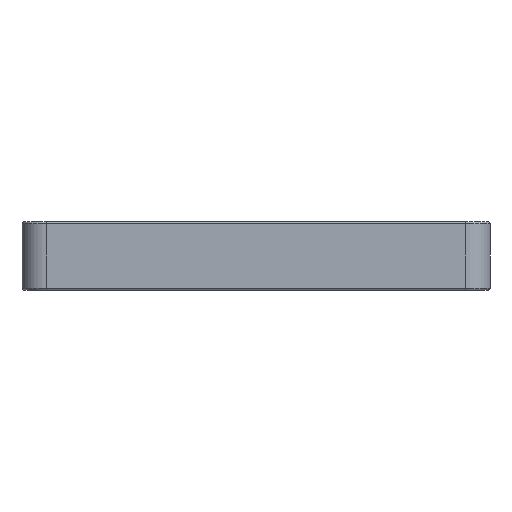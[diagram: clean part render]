
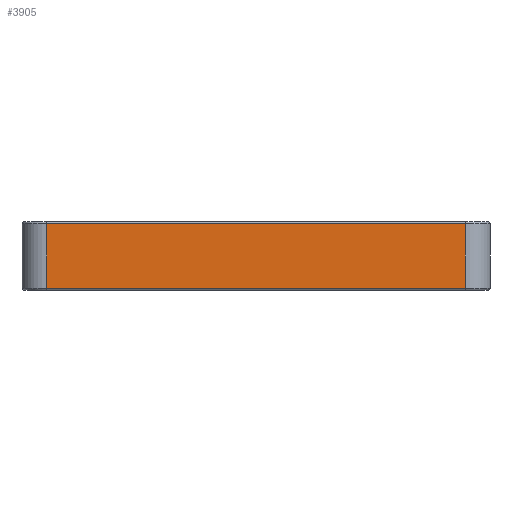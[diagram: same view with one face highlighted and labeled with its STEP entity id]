
A CAD part, left-side view. The second image highlights one B-rep face of the part: STEP entity #3905.
In plain terms, the highlighted planar face has unit normal (-1, 0, 0).
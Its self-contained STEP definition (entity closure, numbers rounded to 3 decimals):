
#172=PLANE('',#4335);
#454=FACE_OUTER_BOUND('',#722,.T.);
#722=EDGE_LOOP('',(#3447,#3448,#3449,#3450));
#1233=LINE('',#7677,#1513);
#1241=LINE('',#7740,#1521);
#1242=LINE('',#7742,#1522);
#1243=LINE('',#7743,#1523);
#1513=VECTOR('',#5338,10.);
#1521=VECTOR('',#5422,10.);
#1522=VECTOR('',#5423,10.);
#1523=VECTOR('',#5424,10.);
#1843=VERTEX_POINT('',#7673);
#1844=VERTEX_POINT('',#7675);
#1861=VERTEX_POINT('',#7739);
#1862=VERTEX_POINT('',#7741);
#2368=EDGE_CURVE('',#1844,#1843,#1233,.T.);
#2397=EDGE_CURVE('',#1861,#1844,#1241,.T.);
#2398=EDGE_CURVE('',#1862,#1861,#1242,.T.);
#2399=EDGE_CURVE('',#1843,#1862,#1243,.T.);
#3447=ORIENTED_EDGE('',*,*,#2368,.F.);
#3448=ORIENTED_EDGE('',*,*,#2397,.F.);
#3449=ORIENTED_EDGE('',*,*,#2398,.F.);
#3450=ORIENTED_EDGE('',*,*,#2399,.F.);
#3905=ADVANCED_FACE('',(#454),#172,.T.);
#4335=AXIS2_PLACEMENT_3D('',#7738,#5420,#5421);
#5338=DIRECTION('',(0.,1.,0.));
#5420=DIRECTION('center_axis',(-1.,0.,0.));
#5421=DIRECTION('ref_axis',(0.,-1.,0.));
#5422=DIRECTION('',(0.,0.,-1.));
#5423=DIRECTION('',(0.,-1.,0.));
#5424=DIRECTION('',(0.,0.,1.));
#7673=CARTESIAN_POINT('',(-50.5,42.5,0.5));
#7675=CARTESIAN_POINT('',(-50.5,-42.5,0.5));
#7677=CARTESIAN_POINT('',(-50.5,23.75,0.5));
#7738=CARTESIAN_POINT('Origin',(-50.5,47.5,0.));
#7739=CARTESIAN_POINT('',(-50.5,-42.5,13.5));
#7740=CARTESIAN_POINT('',(-50.5,-42.5,0.));
#7741=CARTESIAN_POINT('',(-50.5,42.5,13.5));
#7742=CARTESIAN_POINT('',(-50.5,23.75,13.5));
#7743=CARTESIAN_POINT('',(-50.5,42.5,0.));
